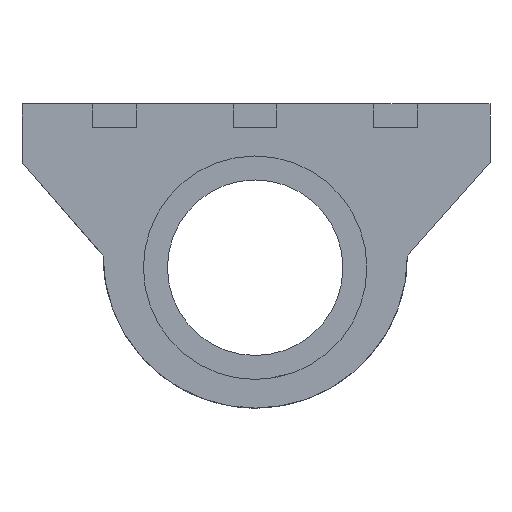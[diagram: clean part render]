
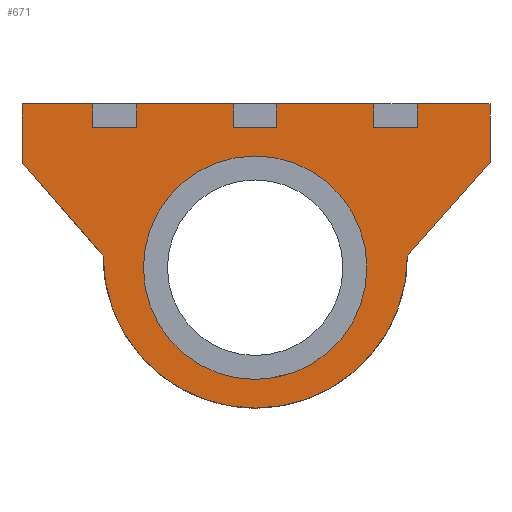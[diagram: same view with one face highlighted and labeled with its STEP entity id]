
A CAD part, front view. The second image highlights one B-rep face of the part: STEP entity #671.
In plain terms, the highlighted planar face has unit normal (0, -1, 0).
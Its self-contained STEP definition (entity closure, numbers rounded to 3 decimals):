
#18=FACE_BOUND('',#259,.T.);
#39=PLANE('',#736);
#60=LINE('',#1078,#130);
#62=LINE('',#1084,#132);
#70=LINE('',#1098,#140);
#80=LINE('',#1119,#150);
#82=LINE('',#1124,#152);
#84=LINE('',#1127,#154);
#97=LINE('',#1154,#167);
#99=LINE('',#1159,#169);
#101=LINE('',#1162,#171);
#104=LINE('',#1169,#174);
#107=LINE('',#1177,#177);
#111=LINE('',#1189,#181);
#112=LINE('',#1190,#182);
#113=LINE('',#1192,#183);
#114=LINE('',#1193,#184);
#115=LINE('',#1194,#185);
#116=LINE('',#1195,#186);
#130=VECTOR('',#799,10.);
#132=VECTOR('',#803,10.);
#140=VECTOR('',#817,10.);
#150=VECTOR('',#833,10.);
#152=VECTOR('',#837,10.);
#154=VECTOR('',#841,10.);
#167=VECTOR('',#862,10.);
#169=VECTOR('',#866,10.);
#171=VECTOR('',#870,10.);
#174=VECTOR('',#875,10.);
#177=VECTOR('',#884,10.);
#181=VECTOR('',#896,10.);
#182=VECTOR('',#897,10.);
#183=VECTOR('',#898,10.);
#184=VECTOR('',#899,10.);
#185=VECTOR('',#900,10.);
#186=VECTOR('',#901,10.);
#223=FACE_OUTER_BOUND('',#258,.T.);
#258=EDGE_LOOP('',(#585,#586,#587,#588,#589,#590,#591,#592,#593,#594,#595,
#596,#597,#598,#599,#600,#601,#602));
#259=EDGE_LOOP('',(#603,#604));
#280=CIRCLE('',#731,13.);
#281=CIRCLE('',#734,9.55);
#282=CIRCLE('',#735,9.55);
#308=VERTEX_POINT('',#1074);
#309=VERTEX_POINT('',#1076);
#311=VERTEX_POINT('',#1081);
#312=VERTEX_POINT('',#1083);
#322=VERTEX_POINT('',#1115);
#323=VERTEX_POINT('',#1117);
#324=VERTEX_POINT('',#1121);
#325=VERTEX_POINT('',#1123);
#334=VERTEX_POINT('',#1150);
#335=VERTEX_POINT('',#1152);
#336=VERTEX_POINT('',#1156);
#337=VERTEX_POINT('',#1158);
#339=VERTEX_POINT('',#1166);
#340=VERTEX_POINT('',#1168);
#341=VERTEX_POINT('',#1172);
#342=VERTEX_POINT('',#1176);
#344=VERTEX_POINT('',#1182);
#345=VERTEX_POINT('',#1184);
#346=VERTEX_POINT('',#1188);
#347=VERTEX_POINT('',#1191);
#382=EDGE_CURVE('',#308,#309,#60,.T.);
#384=EDGE_CURVE('',#312,#311,#62,.T.);
#392=EDGE_CURVE('',#309,#312,#70,.T.);
#402=EDGE_CURVE('',#322,#323,#80,.T.);
#404=EDGE_CURVE('',#325,#324,#82,.T.);
#406=EDGE_CURVE('',#323,#325,#84,.T.);
#419=EDGE_CURVE('',#334,#335,#97,.T.);
#421=EDGE_CURVE('',#337,#336,#99,.T.);
#423=EDGE_CURVE('',#335,#337,#101,.T.);
#426=EDGE_CURVE('',#340,#339,#104,.T.);
#428=EDGE_CURVE('',#341,#340,#280,.T.);
#430=EDGE_CURVE('',#342,#341,#107,.T.);
#434=EDGE_CURVE('',#345,#344,#281,.T.);
#435=EDGE_CURVE('',#344,#345,#282,.T.);
#436=EDGE_CURVE('',#346,#311,#111,.T.);
#437=EDGE_CURVE('',#342,#346,#112,.T.);
#438=EDGE_CURVE('',#347,#339,#113,.T.);
#439=EDGE_CURVE('',#322,#347,#114,.T.);
#440=EDGE_CURVE('',#334,#324,#115,.T.);
#441=EDGE_CURVE('',#308,#336,#116,.T.);
#585=ORIENTED_EDGE('',*,*,#384,.T.);
#586=ORIENTED_EDGE('',*,*,#436,.F.);
#587=ORIENTED_EDGE('',*,*,#437,.F.);
#588=ORIENTED_EDGE('',*,*,#430,.T.);
#589=ORIENTED_EDGE('',*,*,#428,.T.);
#590=ORIENTED_EDGE('',*,*,#426,.T.);
#591=ORIENTED_EDGE('',*,*,#438,.F.);
#592=ORIENTED_EDGE('',*,*,#439,.F.);
#593=ORIENTED_EDGE('',*,*,#402,.T.);
#594=ORIENTED_EDGE('',*,*,#406,.T.);
#595=ORIENTED_EDGE('',*,*,#404,.T.);
#596=ORIENTED_EDGE('',*,*,#440,.F.);
#597=ORIENTED_EDGE('',*,*,#419,.T.);
#598=ORIENTED_EDGE('',*,*,#423,.T.);
#599=ORIENTED_EDGE('',*,*,#421,.T.);
#600=ORIENTED_EDGE('',*,*,#441,.F.);
#601=ORIENTED_EDGE('',*,*,#382,.T.);
#602=ORIENTED_EDGE('',*,*,#392,.T.);
#603=ORIENTED_EDGE('',*,*,#434,.T.);
#604=ORIENTED_EDGE('',*,*,#435,.T.);
#671=ADVANCED_FACE('',(#223,#18),#39,.F.);
#731=AXIS2_PLACEMENT_3D('',#1173,#879,#880);
#734=AXIS2_PLACEMENT_3D('',#1185,#890,#891);
#735=AXIS2_PLACEMENT_3D('',#1186,#892,#893);
#736=AXIS2_PLACEMENT_3D('',#1187,#894,#895);
#799=DIRECTION('',(0.,0.,-1.));
#803=DIRECTION('',(0.,0.,1.));
#817=DIRECTION('',(-1.,0.,0.));
#833=DIRECTION('',(0.,0.,-1.));
#837=DIRECTION('',(0.,0.,1.));
#841=DIRECTION('',(-1.,0.,0.));
#862=DIRECTION('',(0.,0.,-1.));
#866=DIRECTION('',(0.,0.,1.));
#870=DIRECTION('',(-1.,0.,0.));
#875=DIRECTION('',(0.662,0.,0.75));
#879=DIRECTION('center_axis',(0.,-1.,0.));
#880=DIRECTION('ref_axis',(-1.,0.,0.));
#884=DIRECTION('',(0.655,0.,-0.756));
#890=DIRECTION('center_axis',(0.,1.,0.));
#891=DIRECTION('ref_axis',(1.,0.,0.));
#892=DIRECTION('center_axis',(0.,1.,0.));
#893=DIRECTION('ref_axis',(1.,0.,0.));
#894=DIRECTION('center_axis',(0.,1.,0.));
#895=DIRECTION('ref_axis',(1.,0.,0.));
#896=DIRECTION('',(1.,0.,0.));
#897=DIRECTION('',(0.,0.,1.));
#898=DIRECTION('',(0.,0.,-1.));
#899=DIRECTION('',(1.,0.,0.));
#900=DIRECTION('',(1.,0.,0.));
#901=DIRECTION('',(1.,0.,0.));
#1074=CARTESIAN_POINT('',(8.8,0.,0.));
#1076=CARTESIAN_POINT('',(8.8,0.,-2.));
#1078=CARTESIAN_POINT('',(8.8,0.,-1.25));
#1081=CARTESIAN_POINT('',(7.05,0.,0.));
#1083=CARTESIAN_POINT('',(7.05,0.,-2.));
#1084=CARTESIAN_POINT('',(7.05,0.,-1.25));
#1098=CARTESIAN_POINT('',(19.964,0.,-2.));
#1115=CARTESIAN_POINT('',(32.814,0.,0.));
#1117=CARTESIAN_POINT('',(32.814,0.,-2.));
#1119=CARTESIAN_POINT('',(32.814,0.,-1.25));
#1121=CARTESIAN_POINT('',(31.087,0.,0.));
#1123=CARTESIAN_POINT('',(31.087,0.,-2.));
#1124=CARTESIAN_POINT('',(31.087,0.,-1.25));
#1127=CARTESIAN_POINT('',(19.964,0.,-2.));
#1150=CARTESIAN_POINT('',(20.8,0.,0.));
#1152=CARTESIAN_POINT('',(20.8,0.,-2.));
#1154=CARTESIAN_POINT('',(20.8,0.,-1.25));
#1156=CARTESIAN_POINT('',(19.031,0.,0.));
#1158=CARTESIAN_POINT('',(19.031,0.,-2.));
#1159=CARTESIAN_POINT('',(19.031,0.,-1.25));
#1162=CARTESIAN_POINT('',(19.964,0.,-2.));
#1166=CARTESIAN_POINT('',(40.,0.,-5.));
#1168=CARTESIAN_POINT('',(32.936,0.,-13.));
#1169=CARTESIAN_POINT('',(32.936,0.,-13.));
#1172=CARTESIAN_POINT('',(6.936,0.,-13.));
#1173=CARTESIAN_POINT('Origin',(19.936,0.,-13.));
#1176=CARTESIAN_POINT('',(0.,0.,-5.));
#1177=CARTESIAN_POINT('',(6.936,0.,-13.));
#1182=CARTESIAN_POINT('',(10.378,0.,-14.));
#1184=CARTESIAN_POINT('',(23.122,0.,-5.));
#1185=CARTESIAN_POINT('Origin',(19.928,0.,-14.));
#1186=CARTESIAN_POINT('Origin',(19.928,0.,-14.));
#1187=CARTESIAN_POINT('Origin',(20.,0.,-2.5));
#1188=CARTESIAN_POINT('',(0.,0.,0.));
#1189=CARTESIAN_POINT('',(0.,0.,0.));
#1190=CARTESIAN_POINT('',(0.,0.,-5.));
#1191=CARTESIAN_POINT('',(40.,0.,0.));
#1192=CARTESIAN_POINT('',(40.,0.,0.));
#1193=CARTESIAN_POINT('',(0.,0.,0.));
#1194=CARTESIAN_POINT('',(0.,0.,0.));
#1195=CARTESIAN_POINT('',(0.,0.,0.));
